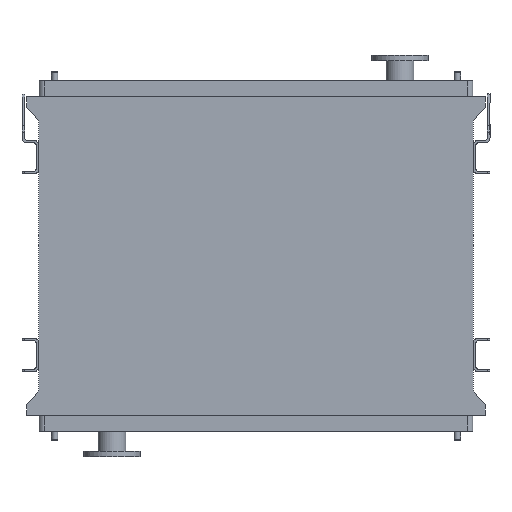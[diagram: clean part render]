
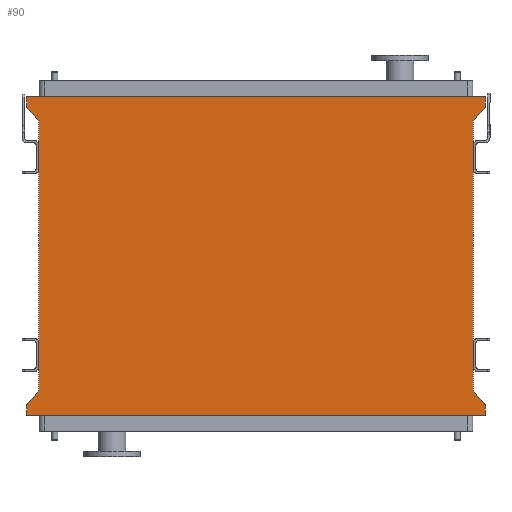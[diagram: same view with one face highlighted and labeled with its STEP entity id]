
A CAD part, front view. The second image highlights one B-rep face of the part: STEP entity #90.
In plain terms, the highlighted planar face has unit normal (0, -1, 0).
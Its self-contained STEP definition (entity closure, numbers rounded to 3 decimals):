
#66 = CARTESIAN_POINT ( 'NONE',  ( 891., 0., 95. ) ) ;
#90 = ADVANCED_FACE ( 'NONE', ( #4406 ), #5906, .T. ) ;
#91 = VECTOR ( 'NONE', #10112, 1000. ) ;
#160 = LINE ( 'NONE', #8457, #13701 ) ;
#573 = CARTESIAN_POINT ( 'NONE',  ( 891., 0., -1103. ) ) ;
#668 = VECTOR ( 'NONE', #10436, 1000. ) ;
#917 = VERTEX_POINT ( 'NONE', #9696 ) ;
#1135 = VECTOR ( 'NONE', #13381, 1000. ) ;
#1606 = LINE ( 'NONE', #9191, #668 ) ;
#1794 = AXIS2_PLACEMENT_3D ( 'NONE', #6154, #5837, #5816 ) ;
#2016 = ORIENTED_EDGE ( 'NONE', *, *, #2849, .F. ) ;
#2037 = EDGE_CURVE ( 'NONE', #15760, #8731, #14305, .T. ) ;
#2059 = VECTOR ( 'NONE', #12000, 1000. ) ;
#2149 = EDGE_CURVE ( 'NONE', #2187, #12793, #9622, .T. ) ;
#2187 = VERTEX_POINT ( 'NONE', #2316 ) ;
#2217 = EDGE_CURVE ( 'NONE', #9567, #12793, #1606, .T. ) ;
#2252 = DIRECTION ( 'NONE',  ( -1., 0., 0. ) ) ;
#2316 = CARTESIAN_POINT ( 'NONE',  ( 891., 0., 53. ) ) ;
#2319 = VERTEX_POINT ( 'NONE', #14447 ) ;
#2528 = LINE ( 'NONE', #13128, #2059 ) ;
#2551 = EDGE_CURVE ( 'NONE', #7080, #917, #2528, .T. ) ;
#2601 = EDGE_CURVE ( 'NONE', #917, #9533, #5180, .T. ) ;
#2648 = ORIENTED_EDGE ( 'NONE', *, *, #8708, .F. ) ;
#2718 = EDGE_CURVE ( 'NONE', #15575, #2187, #13323, .T. ) ;
#2809 = ORIENTED_EDGE ( 'NONE', *, *, #2149, .F. ) ;
#2849 = EDGE_CURVE ( 'NONE', #10548, #15760, #8566, .T. ) ;
#3230 = CARTESIAN_POINT ( 'NONE',  ( 891., 0., -1145. ) ) ;
#3423 = CARTESIAN_POINT ( 'NONE',  ( -891., 0., -1145. ) ) ;
#4406 = FACE_OUTER_BOUND ( 'NONE', #8955, .T. ) ;
#4642 = VERTEX_POINT ( 'NONE', #8515 ) ;
#4918 = VECTOR ( 'NONE', #12823, 1000. ) ;
#5180 = LINE ( 'NONE', #12244, #1135 ) ;
#5633 = VECTOR ( 'NONE', #11238, 1000. ) ;
#5816 = DIRECTION ( 'NONE',  ( 0., 0., -1. ) ) ;
#5837 = DIRECTION ( 'NONE',  ( 0., -1., 0. ) ) ;
#5906 = PLANE ( 'NONE',  #1794 ) ;
#6154 = CARTESIAN_POINT ( 'NONE',  ( -845., 0., -1050. ) ) ;
#6294 = ORIENTED_EDGE ( 'NONE', *, *, #2037, .F. ) ;
#6631 = EDGE_CURVE ( 'NONE', #9533, #2319, #12521, .T. ) ;
#7080 = VERTEX_POINT ( 'NONE', #9309 ) ;
#7731 = DIRECTION ( 'NONE',  ( 1., 0., 0. ) ) ;
#7750 = CARTESIAN_POINT ( 'NONE',  ( 845., 0., 0. ) ) ;
#8281 = CARTESIAN_POINT ( 'NONE',  ( -845., 0., 0. ) ) ;
#8457 = CARTESIAN_POINT ( 'NONE',  ( -891., 0., 95. ) ) ;
#8461 = EDGE_CURVE ( 'NONE', #9567, #10548, #10228, .T. ) ;
#8515 = CARTESIAN_POINT ( 'NONE',  ( -891., 0., 95. ) ) ;
#8566 = LINE ( 'NONE', #14843, #4918 ) ;
#8708 = EDGE_CURVE ( 'NONE', #4642, #15575, #160, .T. ) ;
#8731 = VERTEX_POINT ( 'NONE', #3423 ) ;
#8955 = EDGE_LOOP ( 'NONE', ( #15449, #2809, #15800, #2648, #12075, #14022, #15326, #11435, #13965, #6294, #2016, #15933 ) ) ;
#8983 = DIRECTION ( 'NONE',  ( -0.655, 0., 0.755 ) ) ;
#9191 = CARTESIAN_POINT ( 'NONE',  ( 845., 0., -1050. ) ) ;
#9309 = CARTESIAN_POINT ( 'NONE',  ( -891., 0., -1103. ) ) ;
#9456 = CARTESIAN_POINT ( 'NONE',  ( 891., 0., 53. ) ) ;
#9533 = VERTEX_POINT ( 'NONE', #12810 ) ;
#9567 = VERTEX_POINT ( 'NONE', #12590 ) ;
#9622 = LINE ( 'NONE', #9456, #15360 ) ;
#9696 = CARTESIAN_POINT ( 'NONE',  ( -845., 0., -1050. ) ) ;
#10037 = CARTESIAN_POINT ( 'NONE',  ( 845., 0., -1050. ) ) ;
#10062 = CARTESIAN_POINT ( 'NONE',  ( -891., 0., -1145. ) ) ;
#10112 = DIRECTION ( 'NONE',  ( 0., 0., 1. ) ) ;
#10228 = LINE ( 'NONE', #10037, #12806 ) ;
#10239 = EDGE_CURVE ( 'NONE', #2319, #4642, #14938, .T. ) ;
#10317 = EDGE_CURVE ( 'NONE', #8731, #7080, #13995, .T. ) ;
#10436 = DIRECTION ( 'NONE',  ( 0., 0., 1. ) ) ;
#10548 = VERTEX_POINT ( 'NONE', #573 ) ;
#11040 = CARTESIAN_POINT ( 'NONE',  ( -891., 0., 53. ) ) ;
#11064 = VECTOR ( 'NONE', #2252, 1000. ) ;
#11161 = DIRECTION ( 'NONE',  ( 0.655, 0., -0.755 ) ) ;
#11238 = DIRECTION ( 'NONE',  ( 0., 0., 1. ) ) ;
#11435 = ORIENTED_EDGE ( 'NONE', *, *, #2551, .F. ) ;
#12000 = DIRECTION ( 'NONE',  ( 0.655, 0., 0.755 ) ) ;
#12075 = ORIENTED_EDGE ( 'NONE', *, *, #10239, .F. ) ;
#12244 = CARTESIAN_POINT ( 'NONE',  ( -845., 0., -1050. ) ) ;
#12521 = LINE ( 'NONE', #8281, #14702 ) ;
#12590 = CARTESIAN_POINT ( 'NONE',  ( 845., 0., -1050. ) ) ;
#12793 = VERTEX_POINT ( 'NONE', #7750 ) ;
#12806 = VECTOR ( 'NONE', #11161, 1000. ) ;
#12810 = CARTESIAN_POINT ( 'NONE',  ( -845., 0., 0. ) ) ;
#12823 = DIRECTION ( 'NONE',  ( 0., 0., -1. ) ) ;
#12962 = VECTOR ( 'NONE', #14811, 1000. ) ;
#13128 = CARTESIAN_POINT ( 'NONE',  ( -891., 0., -1103. ) ) ;
#13323 = LINE ( 'NONE', #15100, #12962 ) ;
#13381 = DIRECTION ( 'NONE',  ( 0., 0., 1. ) ) ;
#13701 = VECTOR ( 'NONE', #7731, 1000. ) ;
#13965 = ORIENTED_EDGE ( 'NONE', *, *, #10317, .F. ) ;
#13995 = LINE ( 'NONE', #10062, #91 ) ;
#14022 = ORIENTED_EDGE ( 'NONE', *, *, #6631, .F. ) ;
#14090 = CARTESIAN_POINT ( 'NONE',  ( 891., 0., -1145. ) ) ;
#14305 = LINE ( 'NONE', #14090, #11064 ) ;
#14447 = CARTESIAN_POINT ( 'NONE',  ( -891., 0., 53. ) ) ;
#14702 = VECTOR ( 'NONE', #8983, 1000. ) ;
#14811 = DIRECTION ( 'NONE',  ( 0., 0., -1. ) ) ;
#14843 = CARTESIAN_POINT ( 'NONE',  ( 891., 0., -1103. ) ) ;
#14938 = LINE ( 'NONE', #11040, #5633 ) ;
#15100 = CARTESIAN_POINT ( 'NONE',  ( 891., 0., 95. ) ) ;
#15326 = ORIENTED_EDGE ( 'NONE', *, *, #2601, .F. ) ;
#15360 = VECTOR ( 'NONE', #16135, 1000. ) ;
#15449 = ORIENTED_EDGE ( 'NONE', *, *, #2217, .T. ) ;
#15575 = VERTEX_POINT ( 'NONE', #66 ) ;
#15760 = VERTEX_POINT ( 'NONE', #3230 ) ;
#15800 = ORIENTED_EDGE ( 'NONE', *, *, #2718, .F. ) ;
#15933 = ORIENTED_EDGE ( 'NONE', *, *, #8461, .F. ) ;
#16135 = DIRECTION ( 'NONE',  ( -0.655, 0., -0.755 ) ) ;
